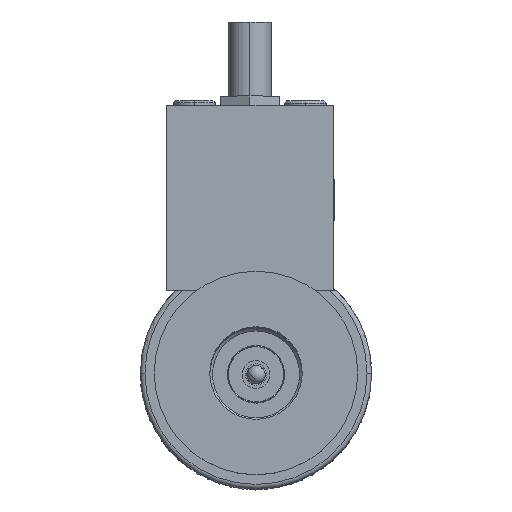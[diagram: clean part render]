
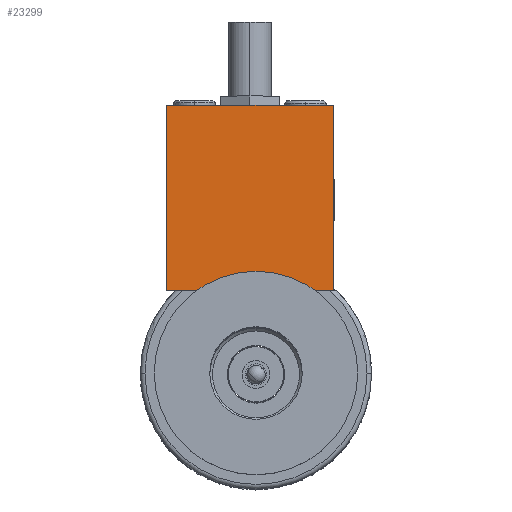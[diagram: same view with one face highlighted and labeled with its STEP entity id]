
A CAD part, top view. The second image highlights one B-rep face of the part: STEP entity #23299.
In plain terms, the highlighted planar face has unit normal (0, 0, 1).
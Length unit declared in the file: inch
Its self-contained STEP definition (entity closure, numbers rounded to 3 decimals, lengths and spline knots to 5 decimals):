
#8196 = DIRECTION ( 'NONE',  ( 0., 1., 0. ) ) ;
#8197 = VECTOR ( 'NONE', #8196, 39.37008 ) ;
#8198 = CARTESIAN_POINT ( 'NONE',  ( -0.63054, -1.28116, 0.79393 ) ) ;
#8199 = LINE ( 'NONE', #8198, #8197 ) ;
#8200 = CARTESIAN_POINT ( 'NONE',  ( -0.63054, -0.49376, 0.79393 ) ) ;
#8213 = CARTESIAN_POINT ( 'NONE',  ( -1.3392, -1.28116, 0.79393 ) ) ;
#8214 = CARTESIAN_POINT ( 'NONE',  ( -0.63054, -1.28116, 0.79393 ) ) ;
#8215 = DIRECTION ( 'NONE',  ( -1., 0., 0. ) ) ;
#8216 = VECTOR ( 'NONE', #8215, 39.37008 ) ;
#8217 = CARTESIAN_POINT ( 'NONE',  ( -1.3392, -1.28116, 0.79393 ) ) ;
#8218 = LINE ( 'NONE', #8217, #8216 ) ;
#8372 = FACE_OUTER_BOUND ( 'NONE', #23324, .T. ) ;
#8398 = DIRECTION ( 'NONE',  ( -1., 0., 0. ) ) ;
#8399 = VECTOR ( 'NONE', #8398, 39.37008 ) ;
#8400 = CARTESIAN_POINT ( 'NONE',  ( -1.3392, -0.49376, 0.79393 ) ) ;
#8401 = LINE ( 'NONE', #8400, #8399 ) ;
#8403 = DIRECTION ( 'NONE',  ( 1., 0., 0. ) ) ;
#8404 = DIRECTION ( 'NONE',  ( 0., 0., -1. ) ) ;
#8405 = CARTESIAN_POINT ( 'NONE',  ( -1.3392, -1.28116, 0.79393 ) ) ;
#8406 = AXIS2_PLACEMENT_3D ( 'NONE', #8405, #8404, #8403 ) ;
#8407 = PLANE ( 'NONE',  #8406 ) ;
#8444 = DIRECTION ( 'NONE',  ( 0., 1., 0. ) ) ;
#8445 = VECTOR ( 'NONE', #8444, 39.37008 ) ;
#8446 = CARTESIAN_POINT ( 'NONE',  ( -1.3392, -1.28116, 0.79393 ) ) ;
#8447 = LINE ( 'NONE', #8446, #8445 ) ;
#8449 = CARTESIAN_POINT ( 'NONE',  ( -1.3392, -0.49376, 0.79393 ) ) ;
#23245 = VERTEX_POINT ( 'NONE', #8200 ) ;
#23247 = EDGE_CURVE ( 'NONE', #23259, #23245, #8199, .T. ) ;
#23258 = EDGE_CURVE ( 'NONE', #23259, #23260, #8218, .T. ) ;
#23259 = VERTEX_POINT ( 'NONE', #8214 ) ;
#23260 = VERTEX_POINT ( 'NONE', #8213 ) ;
#23299 = ADVANCED_FACE ( 'NONE', ( #8372 ), #8407, .F. ) ;
#23300 = ORIENTED_EDGE ( 'NONE', *, *, #23301, .T. ) ;
#23301 = EDGE_CURVE ( 'NONE', #23245, #23319, #8401, .T. ) ;
#23302 = ORIENTED_EDGE ( 'NONE', *, *, #23323, .F. ) ;
#23303 = ORIENTED_EDGE ( 'NONE', *, *, #23258, .F. ) ;
#23304 = ORIENTED_EDGE ( 'NONE', *, *, #23247, .T. ) ;
#23319 = VERTEX_POINT ( 'NONE', #8449 ) ;
#23323 = EDGE_CURVE ( 'NONE', #23260, #23319, #8447, .T. ) ;
#23324 = EDGE_LOOP ( 'NONE', ( #23300, #23302, #23303, #23304 ) ) ;
